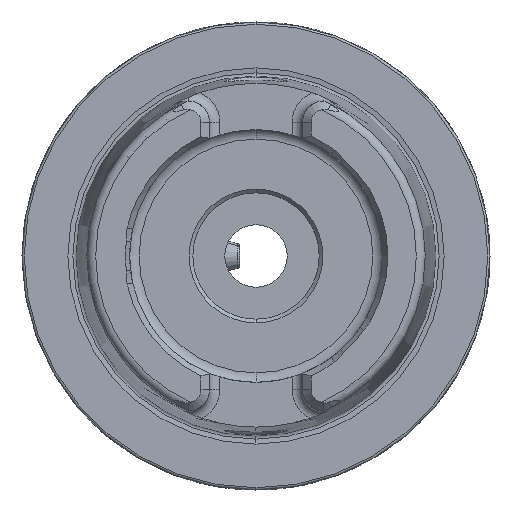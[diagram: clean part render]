
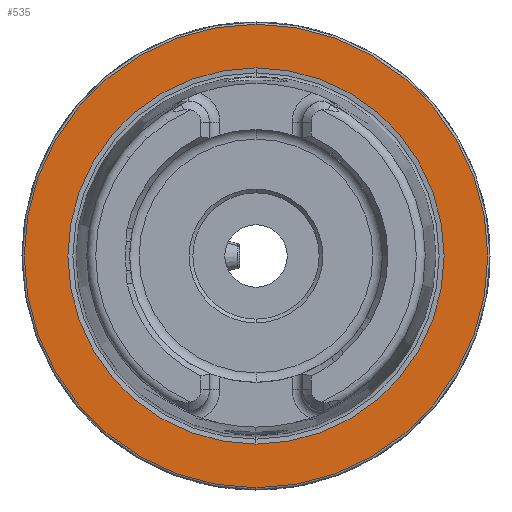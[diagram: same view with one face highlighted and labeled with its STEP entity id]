
A CAD part, left-side view. The second image highlights one B-rep face of the part: STEP entity #535.
In plain terms, the highlighted planar face has unit normal (-1, 0, 0).
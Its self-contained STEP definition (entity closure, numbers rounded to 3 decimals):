
#535 = ADVANCED_FACE ( 'NONE', ( #5433, #7002 ), #568, .F. ) ;
#568 = PLANE ( 'NONE',  #7303 ) ;
#607 = CARTESIAN_POINT ( 'NONE',  ( 0., 31.2, 0. ) ) ;
#637 = DIRECTION ( 'NONE',  ( 1., 0., 0. ) ) ;
#689 = ORIENTED_EDGE ( 'NONE', *, *, #3791, .T. ) ;
#1188 = AXIS2_PLACEMENT_3D ( 'NONE', #3018, #7142, #3615 ) ;
#1287 = CIRCLE ( 'NONE', #2629, 31.2 ) ;
#1395 = CIRCLE ( 'NONE', #7067, 31.2 ) ;
#1443 = CARTESIAN_POINT ( 'NONE',  ( 0., 0., -25.324 ) ) ;
#1597 = CARTESIAN_POINT ( 'NONE',  ( 0., 0., 31.2 ) ) ;
#1693 = ORIENTED_EDGE ( 'NONE', *, *, #7320, .F. ) ;
#1764 = CARTESIAN_POINT ( 'NONE',  ( 0., 0., -31.2 ) ) ;
#1775 = AXIS2_PLACEMENT_3D ( 'NONE', #2633, #6762, #3212 ) ;
#2046 = EDGE_CURVE ( 'NONE', #5080, #3630, #7640, .T. ) ;
#2188 = VERTEX_POINT ( 'NONE', #1597 ) ;
#2288 = EDGE_LOOP ( 'NONE', ( #1693, #7007 ) ) ;
#2308 = ORIENTED_EDGE ( 'NONE', *, *, #6124, .T. ) ;
#2487 = VERTEX_POINT ( 'NONE', #1764 ) ;
#2629 = AXIS2_PLACEMENT_3D ( 'NONE', #2743, #6871, #3334 ) ;
#2633 = CARTESIAN_POINT ( 'NONE',  ( 0., 0., 0. ) ) ;
#2743 = CARTESIAN_POINT ( 'NONE',  ( 0., 0., 0. ) ) ;
#2836 = CARTESIAN_POINT ( 'NONE',  ( 0., 0., 0. ) ) ;
#3018 = CARTESIAN_POINT ( 'NONE',  ( 0., 0., 0. ) ) ;
#3212 = DIRECTION ( 'NONE',  ( 0., 0., 1. ) ) ;
#3334 = DIRECTION ( 'NONE',  ( 0., 0., 1. ) ) ;
#3435 = DIRECTION ( 'NONE',  ( 0., 0., 1. ) ) ;
#3615 = DIRECTION ( 'NONE',  ( 0., 0., 1. ) ) ;
#3630 = VERTEX_POINT ( 'NONE', #6679 ) ;
#3791 = EDGE_CURVE ( 'NONE', #2487, #2188, #1395, .T. ) ;
#5080 = VERTEX_POINT ( 'NONE', #1443 ) ;
#5135 = DIRECTION ( 'NONE',  ( 0., 0., -1. ) ) ;
#5433 = FACE_BOUND ( 'NONE', #2288, .T. ) ;
#6124 = EDGE_CURVE ( 'NONE', #2188, #2487, #1287, .T. ) ;
#6559 = CIRCLE ( 'NONE', #1188, 25.324 ) ;
#6679 = CARTESIAN_POINT ( 'NONE',  ( 0., 0., 25.324 ) ) ;
#6762 = DIRECTION ( 'NONE',  ( -1., 0., 0. ) ) ;
#6871 = DIRECTION ( 'NONE',  ( -1., 0., 0. ) ) ;
#6957 = EDGE_LOOP ( 'NONE', ( #2308, #689 ) ) ;
#6962 = DIRECTION ( 'NONE',  ( -1., 0., 0. ) ) ;
#7002 = FACE_OUTER_BOUND ( 'NONE', #6957, .T. ) ;
#7007 = ORIENTED_EDGE ( 'NONE', *, *, #2046, .F. ) ;
#7067 = AXIS2_PLACEMENT_3D ( 'NONE', #2836, #6962, #3435 ) ;
#7142 = DIRECTION ( 'NONE',  ( -1., 0., 0. ) ) ;
#7303 = AXIS2_PLACEMENT_3D ( 'NONE', #607, #637, #5135 ) ;
#7320 = EDGE_CURVE ( 'NONE', #3630, #5080, #6559, .T. ) ;
#7640 = CIRCLE ( 'NONE', #1775, 25.324 ) ;
